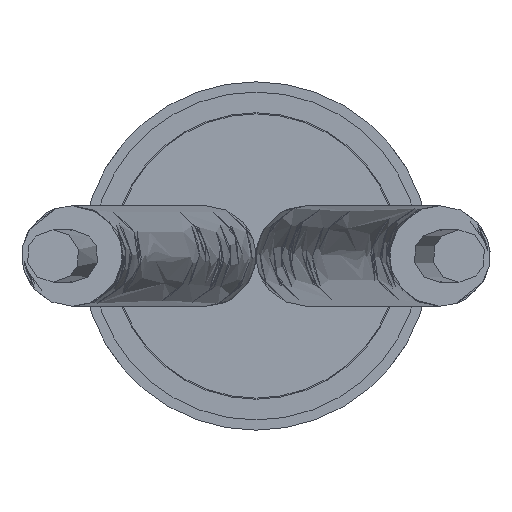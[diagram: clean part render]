
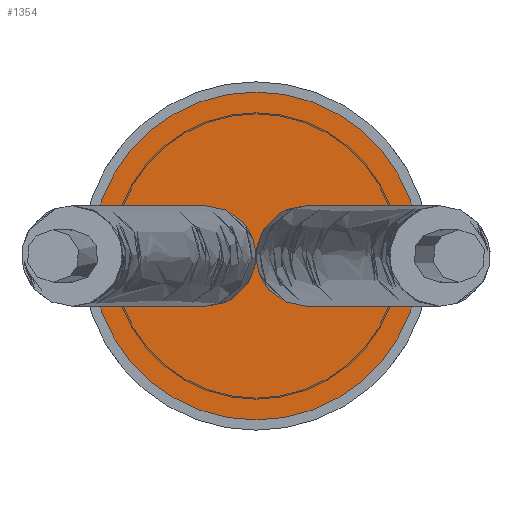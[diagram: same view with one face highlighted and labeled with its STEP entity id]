
A CAD part, left-side view. The second image highlights one B-rep face of the part: STEP entity #1354.
In plain terms, the highlighted planar face has unit normal (-1, 0, 0).
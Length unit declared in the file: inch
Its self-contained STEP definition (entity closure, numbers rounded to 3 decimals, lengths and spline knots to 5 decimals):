
#16 = CARTESIAN_POINT ( 'NONE',  ( -9.6991, -0.02303, -0.023 ) ) ;
#63 = EDGE_CURVE ( 'NONE', #1374, #1139, #1584, .T. ) ;
#72 = ORIENTED_EDGE ( 'NONE', *, *, #63, .F. ) ;
#86 = DIRECTION ( 'NONE',  ( 0., 0., -1. ) ) ;
#105 = ORIENTED_EDGE ( 'NONE', *, *, #1579, .F. ) ;
#108 = FACE_BOUND ( 'NONE', #2060, .T. ) ;
#148 = CARTESIAN_POINT ( 'NONE',  ( -9.6991, 0.02303, 0.023 ) ) ;
#174 = CARTESIAN_POINT ( 'NONE',  ( -9.6991, -0.01696, -0.023 ) ) ;
#217 = CIRCLE ( 'NONE', #1893, 0.075 ) ;
#242 = B_SPLINE_CURVE_WITH_KNOTS ( 'NONE', 3,
 ( #469, #1449, #340, #679, #1972, #312, #1642, #1152, #174, #16 ),
 .UNSPECIFIED., .F., .F.,
 ( 4, 2, 2, 2, 4 ),
 ( 0., 0.00046, 0.00091, 0.00137, 0.00183 ),
 .UNSPECIFIED. ) ;
#244 = CARTESIAN_POINT ( 'NONE',  ( -9.6991, -0.04603, -0.00601 ) ) ;
#271 = DIRECTION ( 'NONE',  ( 0., 0., -1. ) ) ;
#280 = CARTESIAN_POINT ( 'NONE',  ( -9.6991, 0., 0. ) ) ;
#312 = CARTESIAN_POINT ( 'NONE',  ( -9.6991, -0.00003, -0.00598 ) ) ;
#326 = CARTESIAN_POINT ( 'NONE',  ( -9.6991, 0.0436, -0.01196 ) ) ;
#340 = CARTESIAN_POINT ( 'NONE',  ( -9.6991, -0.01101, 0.02051 ) ) ;
#407 = CARTESIAN_POINT ( 'NONE',  ( -9.6991, -0.03506, -0.02051 ) ) ;
#418 = CARTESIAN_POINT ( 'NONE',  ( -9.6991, -0.02303, 0.023 ) ) ;
#431 = FACE_OUTER_BOUND ( 'NONE', #1775, .T. ) ;
#432 = VERTEX_POINT ( 'NONE', #1016 ) ;
#456 = FACE_BOUND ( 'NONE', #1406, .T. ) ;
#469 = CARTESIAN_POINT ( 'NONE',  ( -9.6991, -0.02303, 0.023 ) ) ;
#480 = CARTESIAN_POINT ( 'NONE',  ( -9.6991, 0.04603, 0.00601 ) ) ;
#485 = CARTESIAN_POINT ( 'NONE',  ( -9.6991, 0.00004, -0.00601 ) ) ;
#498 = CARTESIAN_POINT ( 'NONE',  ( -9.6991, 0.01696, -0.023 ) ) ;
#573 = CARTESIAN_POINT ( 'NONE',  ( -9.6991, -0.02303, -0.023 ) ) ;
#632 = CIRCLE ( 'NONE', #1830, 0.075 ) ;
#637 = CARTESIAN_POINT ( 'NONE',  ( -9.6991, 0.01101, -0.02051 ) ) ;
#675 = CARTESIAN_POINT ( 'NONE',  ( -9.6991, 0.03502, -0.02055 ) ) ;
#679 = CARTESIAN_POINT ( 'NONE',  ( -9.6991, -0.00253, 0.01202 ) ) ;
#744 = ORIENTED_EDGE ( 'NONE', *, *, #1854, .F. ) ;
#782 = ORIENTED_EDGE ( 'NONE', *, *, #1314, .F. ) ;
#789 = VERTEX_POINT ( 'NONE', #1806 ) ;
#799 = CARTESIAN_POINT ( 'NONE',  ( -9.6991, 0.02911, 0.023 ) ) ;
#833 = CARTESIAN_POINT ( 'NONE',  ( -9.6991, 0.01696, 0.023 ) ) ;
#851 = CARTESIAN_POINT ( 'NONE',  ( -9.6991, -0.02303, 0.023 ) ) ;
#884 = EDGE_CURVE ( 'NONE', #2020, #1986, #1052, .T. ) ;
#887 = CARTESIAN_POINT ( 'NONE',  ( -9.6991, -0.04604, 0.00598 ) ) ;
#913 = ORIENTED_EDGE ( 'NONE', *, *, #1871, .F. ) ;
#935 = CARTESIAN_POINT ( 'NONE',  ( -9.6991, -0.02303, -0.023 ) ) ;
#946 = CARTESIAN_POINT ( 'NONE',  ( -9.6991, 0.01105, 0.02055 ) ) ;
#1016 = CARTESIAN_POINT ( 'NONE',  ( -9.6991, 0., 0.075 ) ) ;
#1052 = B_SPLINE_CURVE_WITH_KNOTS ( 'NONE', 3,
 ( #573, #1847, #407, #1710, #244, #887, #1994, #1837, #1544, #851 ),
 .UNSPECIFIED., .F., .F.,
 ( 4, 2, 2, 2, 4 ),
 ( 0., 0.00046, 0.00091, 0.00137, 0.00183 ),
 .UNSPECIFIED. ) ;
#1071 = DIRECTION ( 'NONE',  ( 1., 0., 0. ) ) ;
#1087 = CARTESIAN_POINT ( 'NONE',  ( -9.6991, 0.02303, 0.023 ) ) ;
#1112 = CARTESIAN_POINT ( 'NONE',  ( -9.6991, 0.00003, 0.00598 ) ) ;
#1125 = CARTESIAN_POINT ( 'NONE',  ( -9.6991, 0.04604, -0.00598 ) ) ;
#1139 = VERTEX_POINT ( 'NONE', #1159 ) ;
#1152 = CARTESIAN_POINT ( 'NONE',  ( -9.6991, -0.01105, -0.02055 ) ) ;
#1159 = CARTESIAN_POINT ( 'NONE',  ( -9.6991, 0.02303, -0.023 ) ) ;
#1248 = B_SPLINE_CURVE_WITH_KNOTS ( 'NONE', 3,
 ( #1457, #498, #637, #1950, #485, #1112, #1808, #946, #833, #1290 ),
 .UNSPECIFIED., .F., .F.,
 ( 4, 2, 2, 2, 4 ),
 ( 0., 0.00046, 0.00091, 0.00137, 0.00183 ),
 .UNSPECIFIED. ) ;
#1285 = CARTESIAN_POINT ( 'NONE',  ( -9.6991, 0.03506, 0.02051 ) ) ;
#1290 = CARTESIAN_POINT ( 'NONE',  ( -9.6991, 0.02303, 0.023 ) ) ;
#1305 = AXIS2_PLACEMENT_3D ( 'NONE', #280, #1071, #271 ) ;
#1314 = EDGE_CURVE ( 'NONE', #789, #432, #632, .T. ) ;
#1328 = DIRECTION ( 'NONE',  ( 0., 0., -1. ) ) ;
#1342 = CARTESIAN_POINT ( 'NONE',  ( -9.6991, 0., 0. ) ) ;
#1354 = ADVANCED_FACE ( 'NONE', ( #108, #431, #456 ), #1735, .F. ) ;
#1373 = CARTESIAN_POINT ( 'NONE',  ( -9.6991, 0., 0. ) ) ;
#1374 = VERTEX_POINT ( 'NONE', #1087 ) ;
#1406 = EDGE_LOOP ( 'NONE', ( #1537, #913 ) ) ;
#1449 = CARTESIAN_POINT ( 'NONE',  ( -9.6991, -0.01696, 0.023 ) ) ;
#1457 = CARTESIAN_POINT ( 'NONE',  ( -9.6991, 0.02303, -0.023 ) ) ;
#1503 = CARTESIAN_POINT ( 'NONE',  ( -9.6991, 0.02303, -0.023 ) ) ;
#1537 = ORIENTED_EDGE ( 'NONE', *, *, #884, .F. ) ;
#1544 = CARTESIAN_POINT ( 'NONE',  ( -9.6991, -0.02911, 0.023 ) ) ;
#1579 = EDGE_CURVE ( 'NONE', #432, #789, #217, .T. ) ;
#1584 = B_SPLINE_CURVE_WITH_KNOTS ( 'NONE', 3,
 ( #148, #799, #1285, #1946, #480, #1125, #326, #675, #1978, #1503 ),
 .UNSPECIFIED., .F., .F.,
 ( 4, 2, 2, 2, 4 ),
 ( 0., 0.00046, 0.00091, 0.00137, 0.00183 ),
 .UNSPECIFIED. ) ;
#1642 = CARTESIAN_POINT ( 'NONE',  ( -9.6991, -0.00247, -0.01196 ) ) ;
#1710 = CARTESIAN_POINT ( 'NONE',  ( -9.6991, -0.04354, -0.01202 ) ) ;
#1712 = DIRECTION ( 'NONE',  ( 1., 0., 0. ) ) ;
#1735 = PLANE ( 'NONE',  #1305 ) ;
#1775 = EDGE_LOOP ( 'NONE', ( #105, #782 ) ) ;
#1806 = CARTESIAN_POINT ( 'NONE',  ( -9.6991, 0., -0.075 ) ) ;
#1808 = CARTESIAN_POINT ( 'NONE',  ( -9.6991, 0.00247, 0.01196 ) ) ;
#1830 = AXIS2_PLACEMENT_3D ( 'NONE', #1373, #1712, #1328 ) ;
#1837 = CARTESIAN_POINT ( 'NONE',  ( -9.6991, -0.03502, 0.02055 ) ) ;
#1847 = CARTESIAN_POINT ( 'NONE',  ( -9.6991, -0.02911, -0.023 ) ) ;
#1854 = EDGE_CURVE ( 'NONE', #1139, #1374, #1248, .T. ) ;
#1871 = EDGE_CURVE ( 'NONE', #1986, #2020, #242, .T. ) ;
#1893 = AXIS2_PLACEMENT_3D ( 'NONE', #1342, #2000, #86 ) ;
#1946 = CARTESIAN_POINT ( 'NONE',  ( -9.6991, 0.04354, 0.01202 ) ) ;
#1950 = CARTESIAN_POINT ( 'NONE',  ( -9.6991, 0.00253, -0.01202 ) ) ;
#1972 = CARTESIAN_POINT ( 'NONE',  ( -9.6991, -0.00004, 0.00601 ) ) ;
#1978 = CARTESIAN_POINT ( 'NONE',  ( -9.6991, 0.02911, -0.023 ) ) ;
#1986 = VERTEX_POINT ( 'NONE', #418 ) ;
#1994 = CARTESIAN_POINT ( 'NONE',  ( -9.6991, -0.0436, 0.01196 ) ) ;
#2000 = DIRECTION ( 'NONE',  ( 1., 0., 0. ) ) ;
#2020 = VERTEX_POINT ( 'NONE', #935 ) ;
#2060 = EDGE_LOOP ( 'NONE', ( #744, #72 ) ) ;
